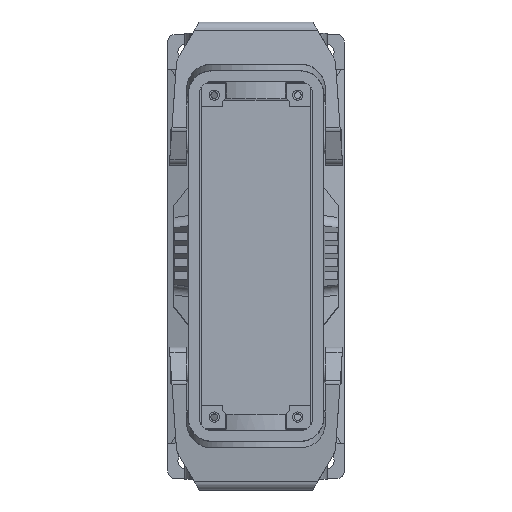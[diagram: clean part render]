
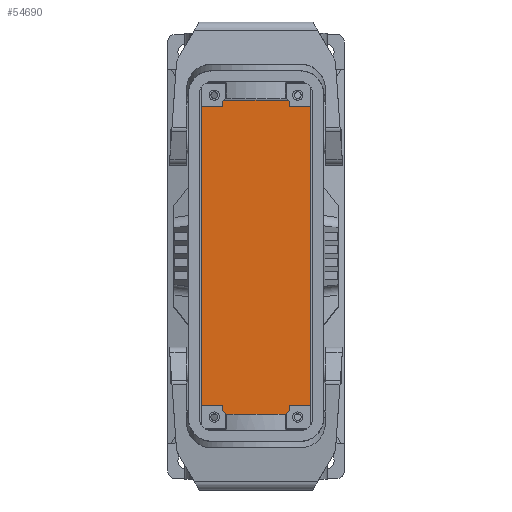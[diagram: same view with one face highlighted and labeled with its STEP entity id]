
A CAD part, top view. The second image highlights one B-rep face of the part: STEP entity #54690.
In plain terms, the highlighted planar face has unit normal (0, 0, 1).
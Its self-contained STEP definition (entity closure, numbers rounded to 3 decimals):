
#840=CARTESIAN_POINT('',(104.877,1.804,
-7.5));
#850=VERTEX_POINT('',#840);
#880=CARTESIAN_POINT('',(104.877,-11.42,
-7.5));
#890=DIRECTION('',(0.,-1.,
0.));
#900=VECTOR('',#890,1.);
#910=LINE('',#880,#900);
#920=CARTESIAN_POINT('',(104.877,38.657,
-7.5));
#930=VERTEX_POINT('',#920);
#940=EDGE_CURVE('',#930,#850,#910,.T.);
#8330=CARTESIAN_POINT('',(3.431,38.657,
-7.5));
#8340=VERTEX_POINT('',#8330);
#8370=CARTESIAN_POINT('',(3.431,-11.42,
-7.5));
#8380=DIRECTION('',(0.,1.,
0.));
#8390=VECTOR('',#8380,1.);
#8400=LINE('',#8370,#8390);
#8410=CARTESIAN_POINT('',(3.431,1.804,
-7.5));
#8420=VERTEX_POINT('',#8410);
#8430=EDGE_CURVE('',#8420,#8340,#8400,.T.);
#54480=CARTESIAN_POINT('',(107.415,39.579,
-7.5));
#54490=DIRECTION('',(0.,0.,1.));
#54500=DIRECTION('',(-1.,0.,0.));
#54510=AXIS2_PLACEMENT_3D('',#54480,#54490,#54500);
#54520=PLANE('',#54510);
#54530=ORIENTED_EDGE('',*,*,#940,.F.);
#54540=CARTESIAN_POINT('',(54.43,1.804,
-7.5));
#54550=DIRECTION('',(1.,0.,0.));
#54560=VECTOR('',#54550,1.);
#54570=LINE('',#54540,#54560);
#54580=EDGE_CURVE('',#8420,#850,#54570,.T.);
#54590=ORIENTED_EDGE('',*,*,#54580,.T.);
#54600=ORIENTED_EDGE('',*,*,#8430,.F.);
#54610=CARTESIAN_POINT('',(54.43,38.657,
-7.5));
#54620=DIRECTION('',(1.,0.,0.));
#54630=VECTOR('',#54620,1.);
#54640=LINE('',#54610,#54630);
#54650=EDGE_CURVE('',#8340,#930,#54640,.T.);
#54660=ORIENTED_EDGE('',*,*,#54650,.F.);
#54670=EDGE_LOOP('',(#54660,#54600,#54590,#54530));
#54680=FACE_OUTER_BOUND('',#54670,.T.);
#54690=ADVANCED_FACE('',(#54680),#54520,.T.);
